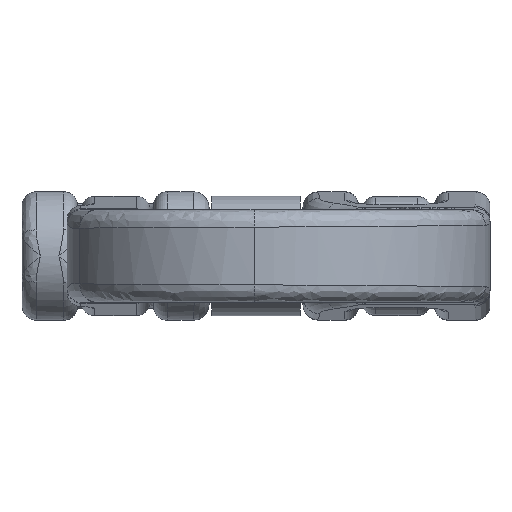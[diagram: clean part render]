
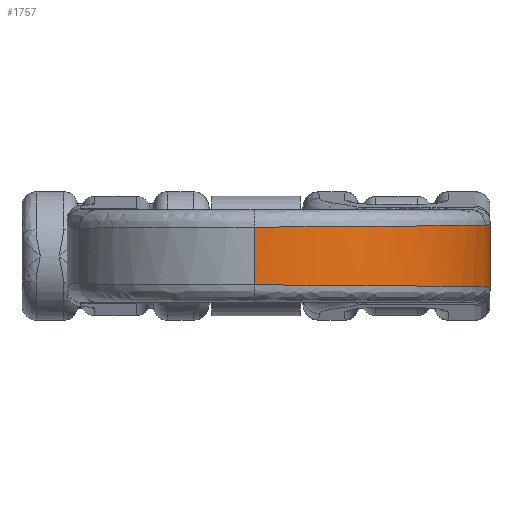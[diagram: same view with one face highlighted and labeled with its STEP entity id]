
A CAD part, front view. The second image highlights one B-rep face of the part: STEP entity #1757.
In plain terms, the highlighted cylindrical face has radius 25.642 mm (diameter 51.283 mm), a partial arc.
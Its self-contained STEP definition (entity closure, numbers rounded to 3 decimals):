
#211=(
BOUNDED_CURVE()
B_SPLINE_CURVE(3,(#8049,#8050,#8051,#8052,#8053,#8054,#8055,#8056,#8057,
#8058),.UNSPECIFIED.,.F.,.F.)
B_SPLINE_CURVE_WITH_KNOTS((4,2,2,2,4),(0.,0.25,0.5,0.75,1.),
 .UNSPECIFIED.)
CURVE()
GEOMETRIC_REPRESENTATION_ITEM()
RATIONAL_B_SPLINE_CURVE((1.,1.,1.,1.,1.,1.,1.,1.,1.,1.))
REPRESENTATION_ITEM('')
);
#212=(
BOUNDED_CURVE()
B_SPLINE_CURVE(3,(#8060,#8061,#8062,#8063),.UNSPECIFIED.,.F.,.F.)
B_SPLINE_CURVE_WITH_KNOTS((4,4),(0.,1.),.UNSPECIFIED.)
CURVE()
GEOMETRIC_REPRESENTATION_ITEM()
RATIONAL_B_SPLINE_CURVE((1.,1.,1.,1.))
REPRESENTATION_ITEM('')
);
#213=(
BOUNDED_CURVE()
B_SPLINE_CURVE(3,(#8065,#8066,#8067,#8068),.UNSPECIFIED.,.F.,.F.)
B_SPLINE_CURVE_WITH_KNOTS((4,4),(0.,1.),.UNSPECIFIED.)
CURVE()
GEOMETRIC_REPRESENTATION_ITEM()
RATIONAL_B_SPLINE_CURVE((1.,1.,1.,1.))
REPRESENTATION_ITEM('')
);
#427=B_SPLINE_CURVE_WITH_KNOTS('',3,(#8029,#8030,#8031,#8032),
 .UNSPECIFIED.,.F.,.F.,(4,4),(0.,1.),.UNSPECIFIED.);
#428=B_SPLINE_CURVE_WITH_KNOTS('',3,(#8034,#8035,#8036,#8037),
 .UNSPECIFIED.,.F.,.F.,(4,4),(0.,1.),.UNSPECIFIED.);
#429=B_SPLINE_CURVE_WITH_KNOTS('',3,(#8039,#8040,#8041,#8042,#8043,#8044,
#8045,#8046,#8047,#8048),.UNSPECIFIED.,.F.,.F.,(4,2,2,2,4),(0.,0.25,0.5,
0.75,1.),.UNSPECIFIED.);
#739=LINE('',#8008,#985);
#740=LINE('',#8026,#986);
#985=VECTOR('',#6298,1.);
#986=VECTOR('',#6301,1.);
#1420=FACE_OUTER_BOUND('',#2262,.T.);
#1757=ADVANCED_FACE('',(#1420),#2094,.T.);
#2094=CYLINDRICAL_SURFACE('',#5799,25.642);
#2262=EDGE_LOOP('',(#2781,#2782,#2783,#2784,#2785,#2786,#2787,#2788));
#2781=ORIENTED_EDGE('',*,*,#4928,.T.);
#2782=ORIENTED_EDGE('',*,*,#4929,.T.);
#2783=ORIENTED_EDGE('',*,*,#4930,.T.);
#2784=ORIENTED_EDGE('',*,*,#4931,.T.);
#2785=ORIENTED_EDGE('',*,*,#4925,.T.);
#2786=ORIENTED_EDGE('',*,*,#4932,.F.);
#2787=ORIENTED_EDGE('',*,*,#4933,.F.);
#2788=ORIENTED_EDGE('',*,*,#4934,.F.);
#4407=VERTEX_POINT('',#8009);
#4408=VERTEX_POINT('',#8010);
#4409=VERTEX_POINT('',#8027);
#4410=VERTEX_POINT('',#8028);
#4411=VERTEX_POINT('',#8033);
#4412=VERTEX_POINT('',#8038);
#4413=VERTEX_POINT('',#8059);
#4414=VERTEX_POINT('',#8064);
#4925=EDGE_CURVE('',#4407,#4408,#739,.T.);
#4928=EDGE_CURVE('',#4409,#4410,#740,.T.);
#4929=EDGE_CURVE('',#4410,#4411,#427,.T.);
#4930=EDGE_CURVE('',#4411,#4412,#428,.T.);
#4931=EDGE_CURVE('',#4412,#4407,#429,.T.);
#4932=EDGE_CURVE('',#4413,#4408,#211,.T.);
#4933=EDGE_CURVE('',#4414,#4413,#212,.T.);
#4934=EDGE_CURVE('',#4409,#4414,#213,.T.);
#5799=AXIS2_PLACEMENT_3D('',#8069,#6302,#6303);
#6298=DIRECTION('',(0.,0.,-1.));
#6301=DIRECTION('',(0.,0.,1.));
#6302=DIRECTION('',(0.,0.,-1.));
#6303=DIRECTION('',(-1.,0.,0.));
#8008=CARTESIAN_POINT('',(25.4,-38.,25.));
#8009=CARTESIAN_POINT('',(25.4,-38.,3.143));
#8010=CARTESIAN_POINT('',(25.4,-38.,-3.143));
#8026=CARTESIAN_POINT('',(51.002,-12.015,25.));
#8027=CARTESIAN_POINT('',(51.002,-12.015,-3.764));
#8028=CARTESIAN_POINT('',(51.002,-12.015,3.764));
#8029=CARTESIAN_POINT('',(51.002,-12.015,3.763));
#8030=CARTESIAN_POINT('',(51.007,-12.434,3.711));
#8031=CARTESIAN_POINT('',(51.003,-12.853,3.659));
#8032=CARTESIAN_POINT('',(50.988,-13.271,3.607));
#8033=CARTESIAN_POINT('',(50.988,-13.271,3.607));
#8034=CARTESIAN_POINT('',(50.988,-13.271,3.607));
#8035=CARTESIAN_POINT('',(50.934,-14.794,3.427));
#8036=CARTESIAN_POINT('',(50.748,-16.211,3.337));
#8037=CARTESIAN_POINT('',(50.482,-17.508,3.337));
#8038=CARTESIAN_POINT('',(50.482,-17.508,3.337));
#8039=CARTESIAN_POINT('',(50.482,-17.508,3.337));
#8040=CARTESIAN_POINT('',(50.091,-19.416,3.337));
#8041=CARTESIAN_POINT('',(49.39,-21.777,3.329));
#8042=CARTESIAN_POINT('',(46.656,-26.94,3.297));
#8043=CARTESIAN_POINT('',(44.602,-29.751,3.273));
#8044=CARTESIAN_POINT('',(38.569,-34.68,3.208));
#8045=CARTESIAN_POINT('',(35.406,-36.132,3.184));
#8046=CARTESIAN_POINT('',(29.801,-37.781,3.151));
#8047=CARTESIAN_POINT('',(27.348,-37.997,3.143));
#8048=CARTESIAN_POINT('',(25.4,-38.,3.143));
#8049=CARTESIAN_POINT('',(50.482,-17.508,-3.337));
#8050=CARTESIAN_POINT('',(49.895,-20.37,-3.337));
#8051=CARTESIAN_POINT('',(48.815,-23.13,-3.325));
#8052=CARTESIAN_POINT('',(45.791,-28.129,-3.289));
#8053=CARTESIAN_POINT('',(43.848,-30.367,-3.264));
#8054=CARTESIAN_POINT('',(39.323,-34.064,-3.216));
#8055=CARTESIAN_POINT('',(36.743,-35.521,-3.192));
#8056=CARTESIAN_POINT('',(31.241,-37.487,-3.155));
#8057=CARTESIAN_POINT('',(28.322,-37.996,-3.143));
#8058=CARTESIAN_POINT('',(25.4,-38.,-3.143));
#8059=CARTESIAN_POINT('',(50.482,-17.508,-3.337));
#8060=CARTESIAN_POINT('',(50.988,-13.271,-3.607));
#8061=CARTESIAN_POINT('',(50.937,-14.692,-3.439));
#8062=CARTESIAN_POINT('',(50.769,-16.106,-3.337));
#8063=CARTESIAN_POINT('',(50.482,-17.508,-3.337));
#8064=CARTESIAN_POINT('',(50.988,-13.271,-3.607));
#8065=CARTESIAN_POINT('',(51.002,-12.015,-3.763));
#8066=CARTESIAN_POINT('',(51.007,-12.434,-3.714));
#8067=CARTESIAN_POINT('',(51.003,-12.852,-3.656));
#8068=CARTESIAN_POINT('',(50.988,-13.271,-3.607));
#8069=CARTESIAN_POINT('',(25.363,-12.359,25.));
